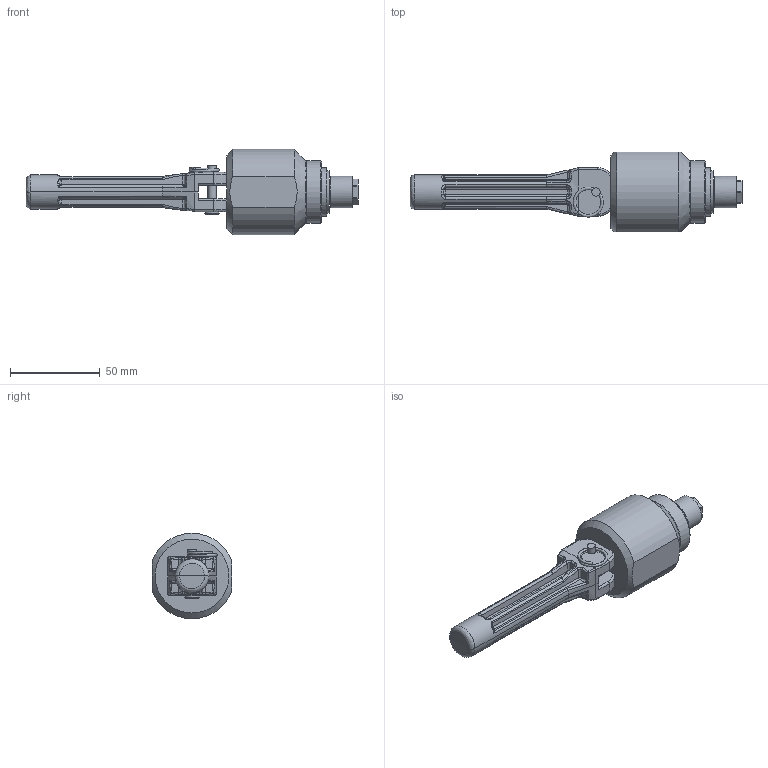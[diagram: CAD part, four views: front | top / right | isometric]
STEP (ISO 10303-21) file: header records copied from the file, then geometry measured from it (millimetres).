
FILE_DESCRIPTION(/* description */ (''),/* implementation_level */ '2;1');
FILE_NAME(/* name */ 'GZNV082041.stp',/* time_stamp */ '2018-12-03T14:43:11-06:00',/* author */ ('scottg'),/* organization */ ('FasTest,Inc.'),/* preprocessor_version */ 'ST-DEVELOPER v16.1',/* originating_system */ 'Autodesk Inventor 2016',/* authorisation */ '');
FILE_SCHEMA (('AUTOMOTIVE_DESIGN { 1 0 10303 214 3 1 1 }'));
Length unit declared in the file: inch
Products named in the file (1): GZNV082041
Bounding box: 185.34 x 44.45 x 47.62 mm (x, y, z)
Volume: 114213.4 mm3; surface area: 23607.7 mm2
Topology: 1 solids, 1 shells, 246 faces, 610 edges, 366 vertices
Faces by surface type: bspline 95, cylinder 60, plane 54, cone 25, torus 8, sphere 4
Full cylindrical faces by diameter (mm): 4.635 x2, 6.629 x1, 7.874 x1, 10.16 x1, 10.719 x1, 17.526 x1, 23.52 x1, 26.924 x1, 34.925 x1
Entity records: 10140 total; most frequent: CARTESIAN_POINT 4694, ORIENTED_EDGE 1148, DIRECTION 901, EDGE_CURVE 574, AXIS2_PLACEMENT_3D 371, VERTEX_POINT 357, EDGE_LOOP 279, FACE_OUTER_BOUND 246
